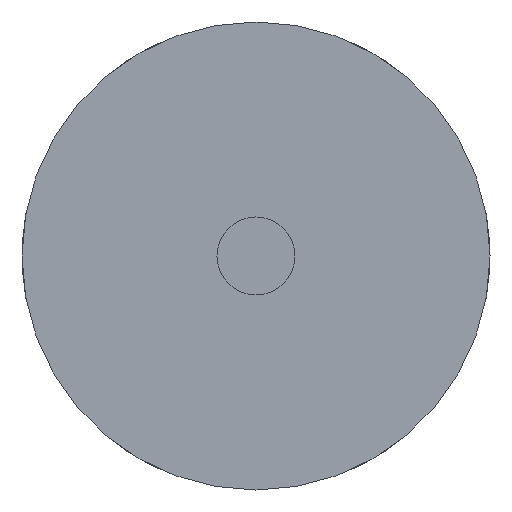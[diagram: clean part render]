
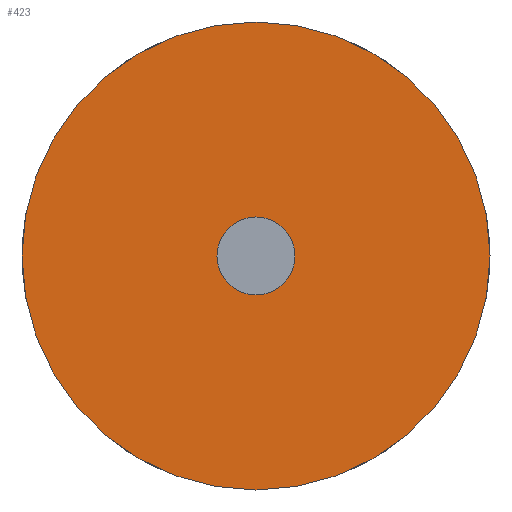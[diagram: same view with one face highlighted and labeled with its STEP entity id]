
A CAD part, front view. The second image highlights one B-rep face of the part: STEP entity #423.
In plain terms, the highlighted planar face has unit normal (0, -1, 0).
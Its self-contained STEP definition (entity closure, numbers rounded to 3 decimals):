
#24=FACE_BOUND('',#128,.T.);
#27=PLANE('',#503);
#65=CIRCLE('',#502,2.5);
#66=CIRCLE('',#504,15.);
#99=FACE_OUTER_BOUND('',#127,.T.);
#127=EDGE_LOOP('',(#374));
#128=EDGE_LOOP('',(#375));
#196=VERTEX_POINT('',#1120);
#197=VERTEX_POINT('',#1124);
#257=EDGE_CURVE('',#196,#196,#65,.T.);
#258=EDGE_CURVE('',#197,#197,#66,.T.);
#374=ORIENTED_EDGE('',*,*,#258,.F.);
#375=ORIENTED_EDGE('',*,*,#257,.T.);
#423=ADVANCED_FACE('',(#99,#24),#27,.T.);
#502=AXIS2_PLACEMENT_3D('',#1122,#618,#619);
#503=AXIS2_PLACEMENT_3D('',#1123,#620,#621);
#504=AXIS2_PLACEMENT_3D('',#1125,#622,#623);
#618=DIRECTION('center_axis',(0.,1.,0.));
#619=DIRECTION('ref_axis',(1.,0.,0.));
#620=DIRECTION('center_axis',(0.,-1.,0.));
#621=DIRECTION('ref_axis',(0.,0.,-1.));
#622=DIRECTION('center_axis',(0.,1.,0.));
#623=DIRECTION('ref_axis',(1.,0.,0.));
#1120=CARTESIAN_POINT('',(0.,0.,-2.5));
#1122=CARTESIAN_POINT('Origin',(0.,0.,0.));
#1123=CARTESIAN_POINT('Origin',(0.,0.,15.));
#1124=CARTESIAN_POINT('',(0.,0.,-15.));
#1125=CARTESIAN_POINT('Origin',(0.,0.,0.));
